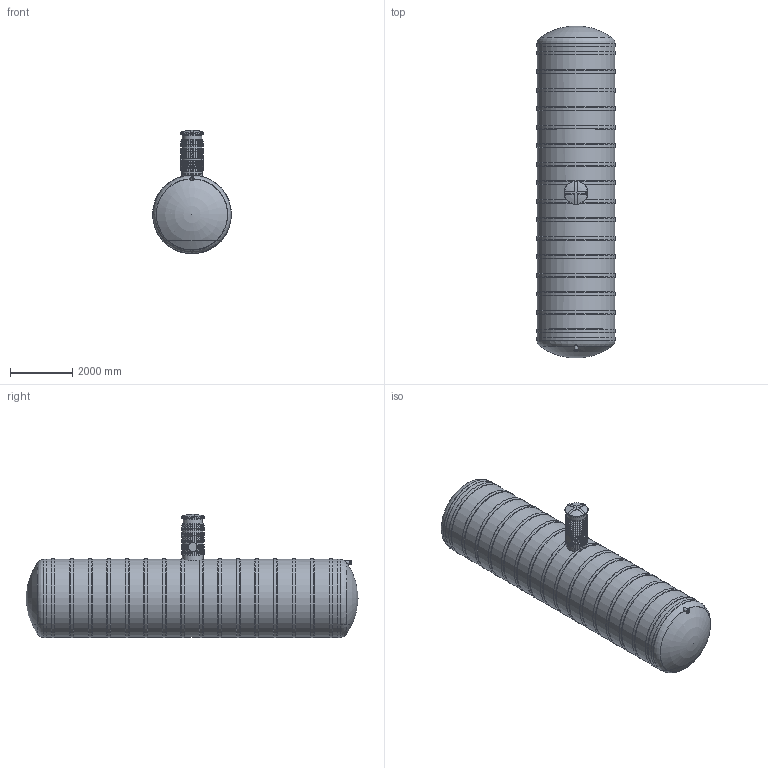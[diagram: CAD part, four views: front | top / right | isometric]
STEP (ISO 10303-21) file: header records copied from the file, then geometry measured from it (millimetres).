
FILE_DESCRIPTION(/* description */ ('Unknown'),/* implementation_level */ '2;1');
FILE_NAME(/* name */ 'Mahuti 50m3 24.03.23',/* time_stamp */ '2023-04-13T14:26:36+03:00',/* author */ ('Unknown'),/* organization */ ('Unknown'),/* preprocessor_version */ 'ST-DEVELOPER v18.1',/* originating_system */ 'Solid Edge',/* authorisation */ 'Unknown');
FILE_SCHEMA (('AUTOMOTIVE_DESIGN {1 0 10303 214 3 1 1}'));
Length unit declared in the file: millimetre
Products named in the file (12): Mahuti 50m3 24.03.23; silinder D2500 50m3 mahutile; 2500 Ribi; muhvtoru_110_L=300; 2500 50m3 maht; D665 KP silinder 25.07.18; 2697.001 tihend teeninduskaevule 670_var2; 2693.001_var3; 2703.001; 2703.002; 2389.001; 2389.003
Assembly tree (27 placements, depth 2):
  Mahuti 50m3 24.03.23
    silinder D2500 50m3 mahutile
    2500 Ribi  x16
    muhvtoru_110_L=300
    2500 50m3 maht
    D665 KP silinder 25.07.18
    2697.001 tihend teeninduskaevule 670_var2  x2
    2693.001_var3
    2703.001
    2703.002
    2389.001
    2389.003
Bounding box: 2542 x 10695.21 x 3987 mm (x, y, z)
Volume: 5858499492.1 mm3; surface area: 266871119 mm2
Topology: 27 solids, 28 shells, 709 faces, 1666 edges, 1070 vertices
Faces by surface type: plane 243, cylinder 203, torus 177, bspline 43, sphere 22, cone 21
Full cylindrical faces by diameter (mm): 6 x3, 104 x1, 110 x3, 114.605 x1, 129.59 x1, 594 x1, 595 x1, 600 x1, 609 x1, 610 x2, 615 x2, 625 x2, 632.5 x4, 648.5 x4, 655 x11, 665 x10, 668.5 x4, 678.5 x2, 709 x1, 715 x10, 725 x11, 734 x1, 750 x1, 2500 x1, 2512 x17, 2515 x2, 2529 x2, 2542 x16
Entity records: 21760 total; most frequent: CARTESIAN_POINT 8800, DIRECTION 2533, ORIENTED_EDGE 2426, EDGE_CURVE 1213, AXIS2_PLACEMENT_3D 1116, VERTEX_POINT 880, FACE_BOUND 855, EDGE_LOOP 851
